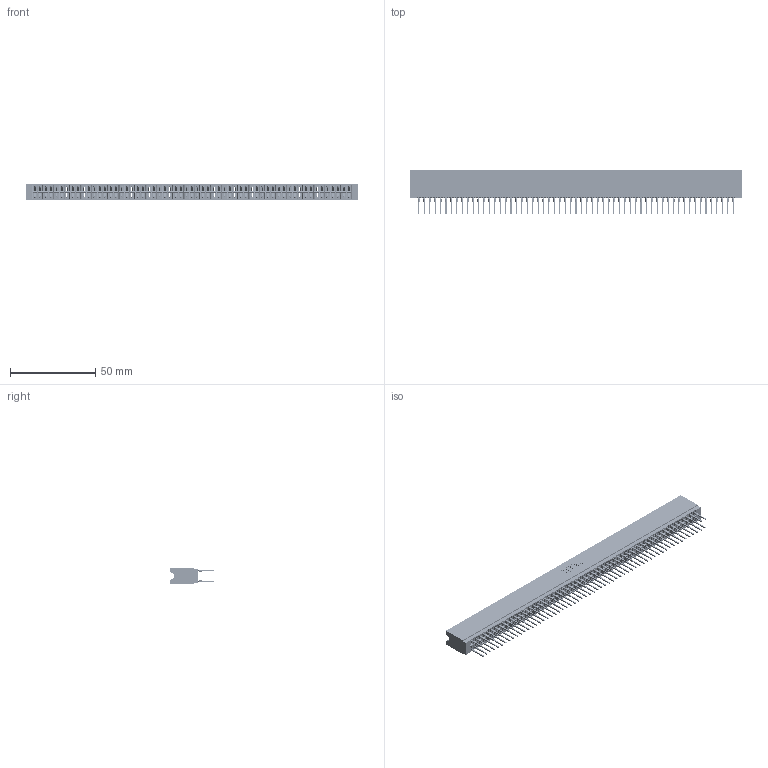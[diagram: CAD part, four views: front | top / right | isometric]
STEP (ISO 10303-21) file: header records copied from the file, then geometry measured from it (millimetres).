
FILE_DESCRIPTION (( 'STEP AP203' ), '1' );
FILE_NAME ('746-118-527-206.STEP', '2020-09-18T19:41:33', ( '' ), ( '' ), 'SwSTEP 2.0', 'SolidWorks 2020', '' );
FILE_SCHEMA (( 'CONFIG_CONTROL_DESIGN' ));
Length unit declared in the file: inch
Products named in the file (3): 746 Part_.515 Slot Depth - 06; 746-118-527-206; 746-292-001_527
Assembly tree (119 placements, depth 2):
  746-118-527-206
    746 Part_.515 Slot Depth - 06
    746-292-001_527  x118
Bounding box: 194.56 x 25.9 x 9.91 mm (x, y, z)
Volume: 20910.5 mm3; surface area: 34867.6 mm2
Topology: 119 solids, 119 shells, 10659 faces, 29293 edges, 18642 vertices
Faces by surface type: plane 5484, bspline 2360, cylinder 2107, torus 708
Entity records: 88669 total; most frequent: CARTESIAN_POINT 17478, ORIENTED_EDGE 15296, DIRECTION 12742, EDGE_CURVE 7648, LINE 6874, VECTOR 6874, VERTEX_POINT 5070, AXIS2_PLACEMENT_3D 2934
